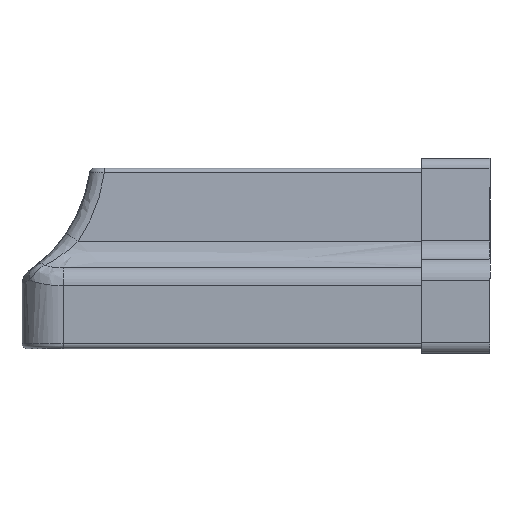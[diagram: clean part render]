
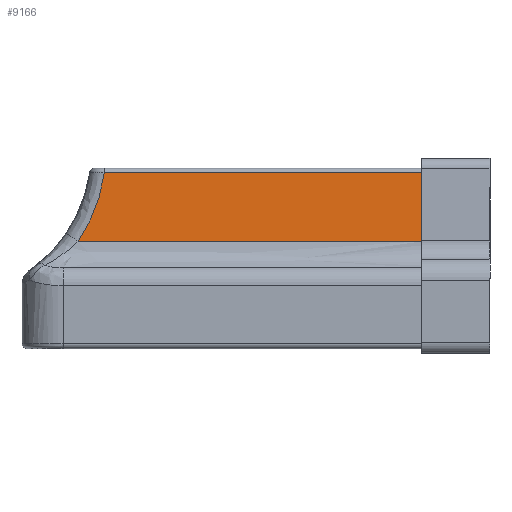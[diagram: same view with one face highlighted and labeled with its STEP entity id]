
A CAD part, left-side view. The second image highlights one B-rep face of the part: STEP entity #9166.
In plain terms, the highlighted free-form (B-spline) face has degree [1, 1] with [2, 2] control points.
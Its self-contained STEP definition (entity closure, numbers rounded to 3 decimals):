
#7074 = VERTEX_POINT('',#7075);
#7075 = CARTESIAN_POINT('',(-16.517,12.499,
    19.649));
#7081 = EDGE_CURVE('',#7082,#7074,#7084,.T.);
#7082 = VERTEX_POINT('',#7083);
#7083 = CARTESIAN_POINT('',(-16.099,12.499,
    32.17));
#7084 = B_SPLINE_CURVE_WITH_KNOTS('',1,(#7085,#7086),.UNSPECIFIED.,.F.,
  .F.,(2,2),(-15.952,-1.919),.PIECEWISE_BEZIER_KNOTS.);
#7085 = CARTESIAN_POINT('',(-16.099,12.499,
    32.17));
#7086 = CARTESIAN_POINT('',(-16.517,12.499,
    19.649));
#9036 = VERTEX_POINT('',#9037);
#9037 = CARTESIAN_POINT('',(-16.517,75.451,
    19.649));
#9090 = EDGE_CURVE('',#7074,#9036,#9091,.T.);
#9091 = B_SPLINE_CURVE_WITH_KNOTS('',1,(#9092,#9093),.UNSPECIFIED.,.F.,
  .F.,(2,2),(14.,84.512),.PIECEWISE_BEZIER_KNOTS.);
#9092 = CARTESIAN_POINT('',(-16.517,12.499,
    19.649));
#9093 = CARTESIAN_POINT('',(-16.517,75.451,
    19.649));
#9166 = ADVANCED_FACE('',(#9167),#9195,.T.);
#9167 = FACE_BOUND('',#9168,.F.);
#9168 = EDGE_LOOP('',(#9169,#9188,#9193,#9194));
#9169 = ORIENTED_EDGE('',*,*,#9170,.T.);
#9170 = EDGE_CURVE('',#9036,#9171,#9173,.T.);
#9171 = VERTEX_POINT('',#9172);
#9172 = CARTESIAN_POINT('',(-16.099,70.629,
    32.17));
#9173 = B_SPLINE_CURVE_WITH_KNOTS('',7,(#9174,#9175,#9176,#9177,#9178,
    #9179,#9180,#9181,#9182,#9183,#9184,#9185,#9186,#9187),
  .UNSPECIFIED.,.F.,.F.,(8,6,8),(48.033,62.476,
    65.533),.UNSPECIFIED.);
#9174 = CARTESIAN_POINT('',(-16.517,75.451,
    19.649));
#9175 = CARTESIAN_POINT('',(-16.46,74.292,
    21.348));
#9176 = CARTESIAN_POINT('',(-16.4,73.271,
    23.143));
#9177 = CARTESIAN_POINT('',(-16.337,72.401,
    25.019));
#9178 = CARTESIAN_POINT('',(-16.273,71.685,
    26.962));
#9179 = CARTESIAN_POINT('',(-16.206,71.131,
    28.956));
#9180 = CARTESIAN_POINT('',(-16.138,70.743,
    30.985));
#9181 = CARTESIAN_POINT('',(-16.056,70.477,
    33.466));
#9182 = CARTESIAN_POINT('',(-16.041,70.43,
    33.9));
#9183 = CARTESIAN_POINT('',(-16.027,70.384,
    34.333));
#9184 = CARTESIAN_POINT('',(-16.012,70.337,
    34.767));
#9185 = CARTESIAN_POINT('',(-15.998,70.291,
    35.2));
#9186 = CARTESIAN_POINT('',(-15.983,70.244,
    35.634));
#9187 = CARTESIAN_POINT('',(-15.969,70.198,
    36.067));
#9188 = ORIENTED_EDGE('',*,*,#9189,.T.);
#9189 = EDGE_CURVE('',#9171,#7082,#9190,.T.);
#9190 = B_SPLINE_CURVE_WITH_KNOTS('',1,(#9191,#9192),.UNSPECIFIED.,.F.,
  .F.,(2,2),(-0.118,64.993),.PIECEWISE_BEZIER_KNOTS.);
#9191 = CARTESIAN_POINT('',(-16.099,70.629,
    32.17));
#9192 = CARTESIAN_POINT('',(-16.099,12.499,
    32.17));
#9193 = ORIENTED_EDGE('',*,*,#7081,.T.);
#9194 = ORIENTED_EDGE('',*,*,#9090,.T.);
#9195 = B_SPLINE_SURFACE_WITH_KNOTS('',1,1,(
    (#9196,#9197)
    ,(#9198,#9199
    )),.UNSPECIFIED.,.F.,.F.,.F.,(2,2),(2,2),(-14.033,
    0.),(-84.512,-14.),.PIECEWISE_BEZIER_KNOTS.);
#9196 = CARTESIAN_POINT('',(-16.099,75.451,
    32.17));
#9197 = CARTESIAN_POINT('',(-16.099,12.499,
    32.17));
#9198 = CARTESIAN_POINT('',(-16.517,75.451,
    19.649));
#9199 = CARTESIAN_POINT('',(-16.517,12.499,
    19.649));
